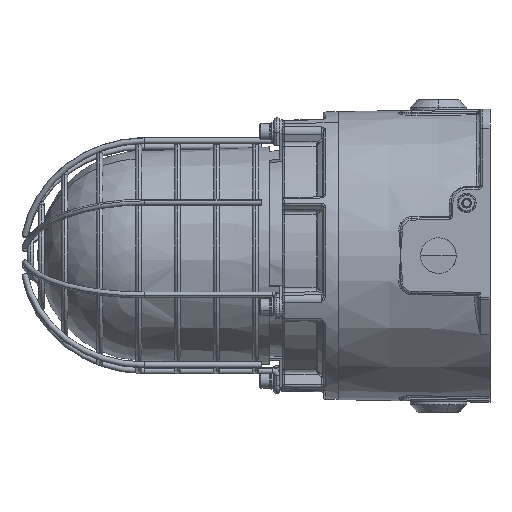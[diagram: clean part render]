
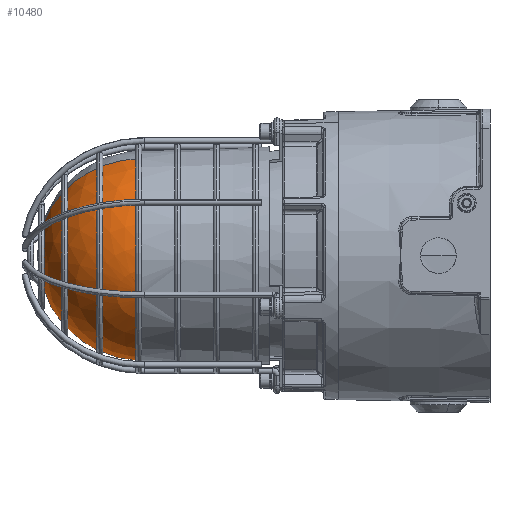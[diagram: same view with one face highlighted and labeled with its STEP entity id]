
A CAD part, left-side view. The second image highlights one B-rep face of the part: STEP entity #10480.
In plain terms, the highlighted spherical face has radius 54 mm.
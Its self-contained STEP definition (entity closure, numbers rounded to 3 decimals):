
#1666 = AXIS2_PLACEMENT_3D ( 'NONE', #36034, #17767, #39090 ) ;
#1718 = VERTEX_POINT ( 'NONE', #16571 ) ;
#1891 = CARTESIAN_POINT ( 'NONE',  ( -72., 0., 0. ) ) ;
#2393 = CIRCLE ( 'NONE', #27276, 53.975 ) ;
#3365 = EDGE_CURVE ( 'NONE', #1718, #27139, #2393, .T. ) ;
#7038 = ORIENTED_EDGE ( 'NONE', *, *, #28866, .F. ) ;
#8889 = CARTESIAN_POINT ( 'NONE',  ( -72., 0., 0. ) ) ;
#9267 = DIRECTION ( 'NONE',  ( 1., 0., 0. ) ) ;
#10480 = ADVANCED_FACE ( 'NONE', ( #11663 ), #10722, .T. ) ;
#10722 = SPHERICAL_SURFACE ( 'NONE', #23842, 54. ) ;
#11128 = DIRECTION ( 'NONE',  ( 0., 1., 0. ) ) ;
#11663 = FACE_OUTER_BOUND ( 'NONE', #27360, .T. ) ;
#11928 = DIRECTION ( 'NONE',  ( -1., 0., 0. ) ) ;
#13172 = CARTESIAN_POINT ( 'NONE',  ( -73.631, -53.975, 0. ) ) ;
#13777 = DIRECTION ( 'NONE',  ( 1., 0., 0. ) ) ;
#14342 = AXIS2_PLACEMENT_3D ( 'NONE', #32048, #13777, #35136 ) ;
#15558 = ORIENTED_EDGE ( 'NONE', *, *, #31022, .F. ) ;
#16193 = ORIENTED_EDGE ( 'NONE', *, *, #3365, .F. ) ;
#16302 = VERTEX_POINT ( 'NONE', #27322 ) ;
#16571 = CARTESIAN_POINT ( 'NONE',  ( -73.631, 0., 53.975 ) ) ;
#17489 = CIRCLE ( 'NONE', #37004, 54. ) ;
#17767 = DIRECTION ( 'NONE',  ( 0., 0., 1. ) ) ;
#20955 = EDGE_CURVE ( 'NONE', #16302, #27139, #35616, .T. ) ;
#23842 = AXIS2_PLACEMENT_3D ( 'NONE', #1891, #26292, #11128 ) ;
#25004 = CIRCLE ( 'NONE', #14342, 53.975 ) ;
#26292 = DIRECTION ( 'NONE',  ( 0., 0., 1. ) ) ;
#27139 = VERTEX_POINT ( 'NONE', #13172 ) ;
#27276 = AXIS2_PLACEMENT_3D ( 'NONE', #27476, #9267, #30571 ) ;
#27322 = CARTESIAN_POINT ( 'NONE',  ( -126., 0., 0. ) ) ;
#27360 = EDGE_LOOP ( 'NONE', ( #7038, #33640, #16193, #15558 ) ) ;
#27458 = CARTESIAN_POINT ( 'NONE',  ( -73.631, 53.975, 0. ) ) ;
#27476 = CARTESIAN_POINT ( 'NONE',  ( -73.631, 0., 0. ) ) ;
#28866 = EDGE_CURVE ( 'NONE', #16302, #29779, #17489, .T. ) ;
#29779 = VERTEX_POINT ( 'NONE', #27458 ) ;
#30194 = DIRECTION ( 'NONE',  ( 0., 0., -1. ) ) ;
#30571 = DIRECTION ( 'NONE',  ( 0., 0., -1. ) ) ;
#31022 = EDGE_CURVE ( 'NONE', #29779, #1718, #25004, .T. ) ;
#32048 = CARTESIAN_POINT ( 'NONE',  ( -73.631, 0., 0. ) ) ;
#33640 = ORIENTED_EDGE ( 'NONE', *, *, #20955, .T. ) ;
#35136 = DIRECTION ( 'NONE',  ( 0., 0., -1. ) ) ;
#35616 = CIRCLE ( 'NONE', #1666, 54. ) ;
#36034 = CARTESIAN_POINT ( 'NONE',  ( -72., 0., 0. ) ) ;
#37004 = AXIS2_PLACEMENT_3D ( 'NONE', #8889, #30194, #11928 ) ;
#39090 = DIRECTION ( 'NONE',  ( 0., -1., 0. ) ) ;
